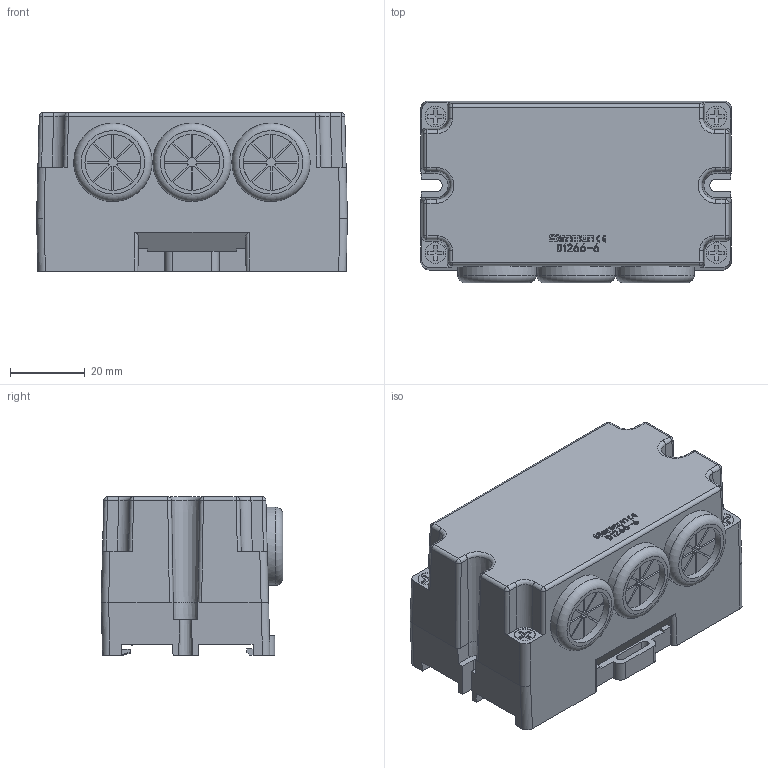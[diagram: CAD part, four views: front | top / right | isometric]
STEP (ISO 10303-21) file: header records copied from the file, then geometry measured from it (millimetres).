
FILE_DESCRIPTION(/* description */ (''),/* implementation_level */ '2;1');
FILE_NAME(/* name */ 'D1266-6 3D.stp',/* time_stamp */ '2024-08-15T13:45:17+08:00',/* author */ (''),/* organization */ (''),/* preprocessor_version */ 'ST-DEVELOPER v14',/* originating_system */ 'SIEMENS PLM Software NX 8.0',/* authorisation */ '');
FILE_SCHEMA (('AUTOMOTIVE_DESIGN { 1 0 10303 214 3 1 1 1 }'));
Length unit declared in the file: millimetre
Products named in the file (1): D1266-6 3D_stp
Bounding box: 83.36 x 48.72 x 42.5 mm (x, y, z)
Volume: 143976.9 mm3; surface area: 21093.9 mm2
Topology: 1 solids, 5 shells, 518 faces, 1351 edges, 865 vertices
Faces by surface type: plane 354, cylinder 116, extrusion 13, cone 12, sphere 12, bspline 6, torus 5
Full cylindrical faces by diameter (mm): 5.5 x4, 15 x3, 21 x3
Entity records: 17460 total; most frequent: CARTESIAN_POINT 3824, ORIENTED_EDGE 2616, DIRECTION 2561, EDGE_CURVE 1308, VECTOR 973, LINE 960, VERTEX_POINT 858, AXIS2_PLACEMENT_3D 794
